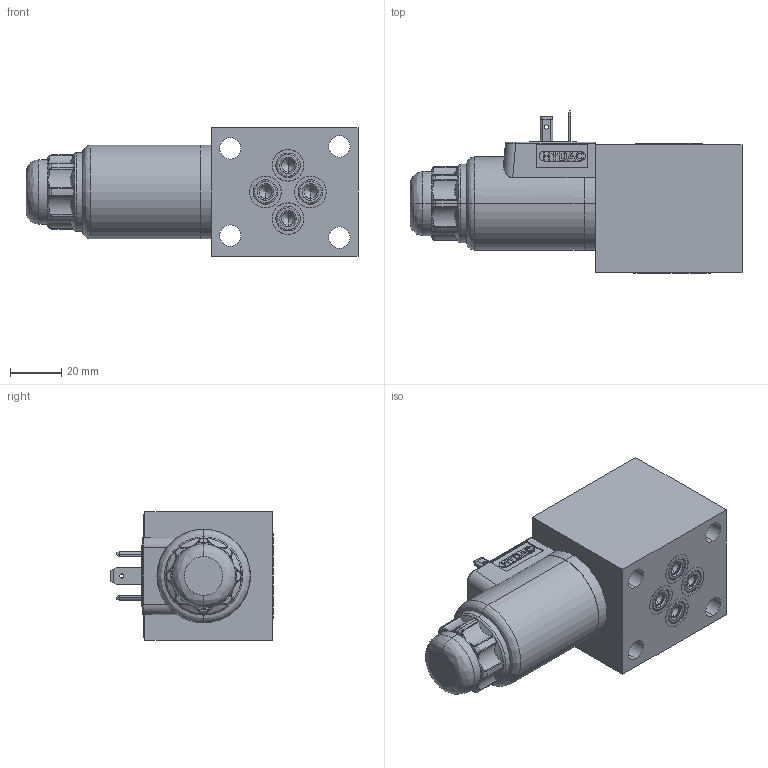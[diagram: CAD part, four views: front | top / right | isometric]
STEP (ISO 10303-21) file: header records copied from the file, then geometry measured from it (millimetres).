
FILE_DESCRIPTION (( 'STEP AP214' ), '1' );
FILE_NAME ('WV1000-6B-2_2-E2-C.STEP', '2022-03-09T08:49:54', ( '' ), ( '' ), 'SwSTEP 2.0', 'SolidWorks 2020', '' );
FILE_SCHEMA (( 'AUTOMOTIVE_DESIGN' ));
Length unit declared in the file: millimetre
Products named in the file (1): WV1000-6B-2_2-E2-C
Bounding box: 129.3 x 63.17 x 50 mm (x, y, z)
Volume: 204200.6 mm3; surface area: 30733.8 mm2
Topology: 1 solids, 1 shells, 834 faces, 2132 edges, 1353 vertices
Faces by surface type: plane 468, bspline 192, cylinder 150, cone 24
Entity records: 38305 total; most frequent: CARTESIAN_POINT 10099, ORIENTED_EDGE 4212, DIRECTION 3463, EDGE_CURVE 2106, LINE 1391, VECTOR 1391, VERTEX_POINT 1353, AXIS2_PLACEMENT_3D 1036
